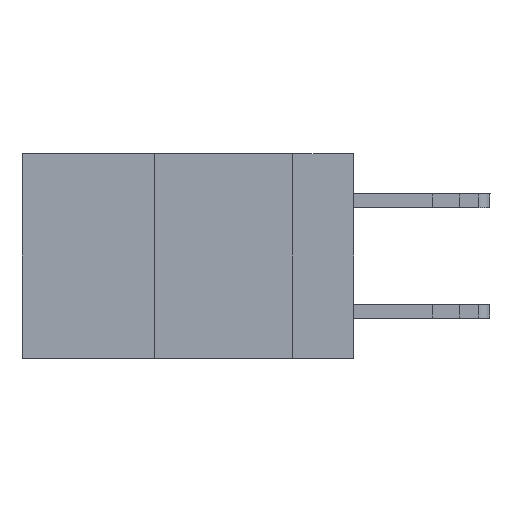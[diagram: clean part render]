
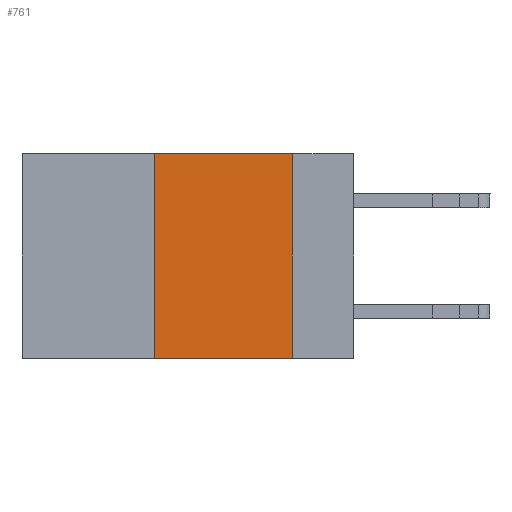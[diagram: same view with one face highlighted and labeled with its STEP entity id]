
A CAD part, left-side view. The second image highlights one B-rep face of the part: STEP entity #761.
In plain terms, the highlighted planar face has unit normal (-1, 0, 0).
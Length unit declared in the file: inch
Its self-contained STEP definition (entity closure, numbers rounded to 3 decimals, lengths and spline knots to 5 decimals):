
#761 = ADVANCED_FACE ( 'NONE', ( #21152 ), #9629, .F. ) ;
#1213 = CARTESIAN_POINT ( 'NONE',  ( 0., 0.11, 0. ) ) ;
#2628 = DIRECTION ( 'NONE',  ( 0., 0., -1. ) ) ;
#2975 = DIRECTION ( 'NONE',  ( 0., 0., -1. ) ) ;
#3016 = DIRECTION ( 'NONE',  ( 0., -1., 0. ) ) ;
#3585 = AXIS2_PLACEMENT_3D ( 'NONE', #15415, #20887, #2628 ) ;
#4151 = EDGE_CURVE ( 'NONE', #23744, #22473, #16472, .T. ) ;
#4422 = VECTOR ( 'NONE', #12155, 39.37008 ) ;
#5559 = ORIENTED_EDGE ( 'NONE', *, *, #4151, .F. ) ;
#6145 = ORIENTED_EDGE ( 'NONE', *, *, #9689, .F. ) ;
#6753 = CARTESIAN_POINT ( 'NONE',  ( 0., 0.6, -0.37 ) ) ;
#7279 = ORIENTED_EDGE ( 'NONE', *, *, #13966, .F. ) ;
#7788 = DIRECTION ( 'NONE',  ( 0., -1., 0. ) ) ;
#8535 = CARTESIAN_POINT ( 'NONE',  ( 0., 0.11, -0.37 ) ) ;
#9234 = CARTESIAN_POINT ( 'NONE',  ( 0., 0.36, 0. ) ) ;
#9629 = PLANE ( 'NONE',  #3585 ) ;
#9689 = EDGE_CURVE ( 'NONE', #9905, #18148, #11765, .T. ) ;
#9905 = VERTEX_POINT ( 'NONE', #20118 ) ;
#10466 = CARTESIAN_POINT ( 'NONE',  ( 0., 0.36, 0. ) ) ;
#11765 = LINE ( 'NONE', #1213, #13203 ) ;
#12155 = DIRECTION ( 'NONE',  ( 0., 0., 1. ) ) ;
#12985 = ORIENTED_EDGE ( 'NONE', *, *, #21953, .T. ) ;
#13203 = VECTOR ( 'NONE', #2975, 39.37008 ) ;
#13966 = EDGE_CURVE ( 'NONE', #22473, #9905, #23607, .T. ) ;
#14878 = EDGE_LOOP ( 'NONE', ( #6145, #7279, #5559, #12985 ) ) ;
#15078 = CARTESIAN_POINT ( 'NONE',  ( 0., 0.6, 0. ) ) ;
#15415 = CARTESIAN_POINT ( 'NONE',  ( 0., 0.6, 0. ) ) ;
#16472 = LINE ( 'NONE', #10466, #4422 ) ;
#18148 = VERTEX_POINT ( 'NONE', #8535 ) ;
#20118 = CARTESIAN_POINT ( 'NONE',  ( 0., 0.11, 0. ) ) ;
#20398 = CARTESIAN_POINT ( 'NONE',  ( 0., 0.36, -0.37 ) ) ;
#20887 = DIRECTION ( 'NONE',  ( 1., 0., 0. ) ) ;
#21152 = FACE_OUTER_BOUND ( 'NONE', #14878, .T. ) ;
#21606 = VECTOR ( 'NONE', #7788, 39.37008 ) ;
#21953 = EDGE_CURVE ( 'NONE', #23744, #18148, #23522, .T. ) ;
#22097 = VECTOR ( 'NONE', #3016, 39.37008 ) ;
#22473 = VERTEX_POINT ( 'NONE', #9234 ) ;
#23522 = LINE ( 'NONE', #6753, #22097 ) ;
#23607 = LINE ( 'NONE', #15078, #21606 ) ;
#23744 = VERTEX_POINT ( 'NONE', #20398 ) ;
